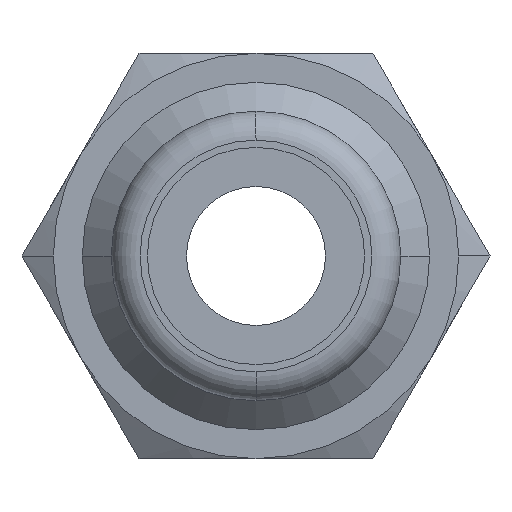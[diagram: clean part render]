
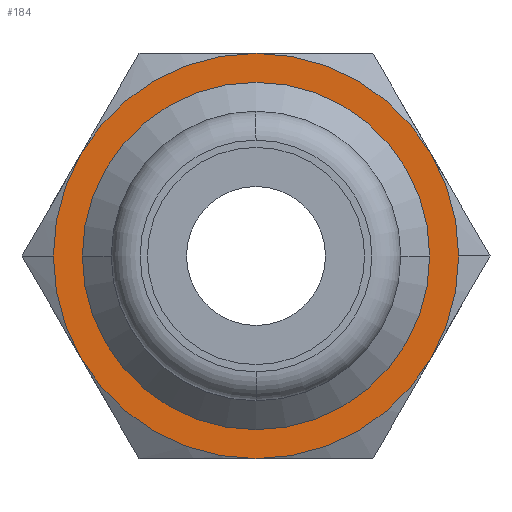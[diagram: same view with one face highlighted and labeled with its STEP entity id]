
A CAD part, front view. The second image highlights one B-rep face of the part: STEP entity #184.
In plain terms, the highlighted planar face has unit normal (0, -1, 0).
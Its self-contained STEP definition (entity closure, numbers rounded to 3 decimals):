
#184=ADVANCED_FACE('',(#369,#370),#371,.T.);
#369=FACE_OUTER_BOUND('',#550,.T.);
#370=FACE_BOUND('',#551,.T.);
#371=PLANE('',#552);
#550=EDGE_LOOP('',(#991,#992,#993,#994,#995,#996,#997,#998));
#551=EDGE_LOOP('',(#999,#1000));
#552=AXIS2_PLACEMENT_3D('',#1001,#1002,#1003);
#991=ORIENTED_EDGE('',*,*,#1165,.F.);
#992=ORIENTED_EDGE('',*,*,#1074,.F.);
#993=ORIENTED_EDGE('',*,*,#1143,.F.);
#994=ORIENTED_EDGE('',*,*,#1131,.F.);
#995=ORIENTED_EDGE('',*,*,#1110,.F.);
#996=ORIENTED_EDGE('',*,*,#1197,.F.);
#997=ORIENTED_EDGE('',*,*,#1151,.F.);
#998=ORIENTED_EDGE('',*,*,#1160,.F.);
#999=ORIENTED_EDGE('',*,*,#1125,.F.);
#1000=ORIENTED_EDGE('',*,*,#1156,.F.);
#1001=CARTESIAN_POINT('',(3.5,20.0,0.0));
#1002=DIRECTION('',(-0.0,-1.0,-0.0));
#1003=DIRECTION('',(-1.0,0.0,0.0));
#1074=EDGE_CURVE('',#1281,#1283,#1284,.T.);
#1110=EDGE_CURVE('',#1339,#1337,#1341,.T.);
#1125=EDGE_CURVE('',#1360,#1356,#1362,.T.);
#1131=EDGE_CURVE('',#1337,#1315,#1368,.T.);
#1143=EDGE_CURVE('',#1315,#1281,#1383,.T.);
#1151=EDGE_CURVE('',#1328,#1375,#1393,.T.);
#1156=EDGE_CURVE('',#1356,#1360,#1398,.T.);
#1160=EDGE_CURVE('',#1401,#1328,#1403,.T.);
#1165=EDGE_CURVE('',#1283,#1401,#1409,.T.);
#1197=EDGE_CURVE('',#1375,#1339,#1441,.T.);
#1281=VERTEX_POINT('',#1551);
#1283=VERTEX_POINT('',#1564);
#1284=CIRCLE('',#1565,7.0);
#1315=VERTEX_POINT('',#1633);
#1328=VERTEX_POINT('',#1692);
#1337=VERTEX_POINT('',#1736);
#1339=VERTEX_POINT('',#1739);
#1341=CIRCLE('',#1752,7.0);
#1356=VERTEX_POINT('',#1770);
#1360=VERTEX_POINT('',#1775);
#1362=CIRCLE('',#1778,6.0);
#1368=CIRCLE('',#1784,7.0);
#1375=VERTEX_POINT('',#1791);
#1383=CIRCLE('',#1833,7.0);
#1393=CIRCLE('',#1888,7.0);
#1398=CIRCLE('',#1893,6.0);
#1401=VERTEX_POINT('',#1896);
#1403=CIRCLE('',#1899,7.0);
#1409=CIRCLE('',#1916,7.0);
#1441=CIRCLE('',#1985,7.0);
#1551=CARTESIAN_POINT('',(0.,20.0,7.0));
#1564=CARTESIAN_POINT('',(6.062,20.0,3.5));
#1565=AXIS2_PLACEMENT_3D('',#2064,#2065,#2066);
#1633=CARTESIAN_POINT('',(-6.062,20.0,3.5));
#1692=CARTESIAN_POINT('',(6.062,20.0,-3.5));
#1736=CARTESIAN_POINT('',(-7.0,20.0,0.));
#1739=CARTESIAN_POINT('',(-6.062,20.0,-3.5));
#1752=AXIS2_PLACEMENT_3D('',#2100,#2101,#2102);
#1770=CARTESIAN_POINT('',(6.0,20.0,0.));
#1775=CARTESIAN_POINT('',(-6.0,20.0,0.));
#1778=AXIS2_PLACEMENT_3D('',#2123,#2124,#2125);
#1784=AXIS2_PLACEMENT_3D('',#2132,#2133,#2134);
#1791=CARTESIAN_POINT('',(0.0,20.0,-7.0));
#1833=AXIS2_PLACEMENT_3D('',#2142,#2143,#2144);
#1888=AXIS2_PLACEMENT_3D('',#2146,#2147,#2148);
#1893=AXIS2_PLACEMENT_3D('',#2155,#2156,#2157);
#1896=CARTESIAN_POINT('',(7.0,20.0,0.));
#1899=AXIS2_PLACEMENT_3D('',#2162,#2163,#2164);
#1916=AXIS2_PLACEMENT_3D('',#2168,#2169,#2170);
#1985=AXIS2_PLACEMENT_3D('',#2199,#2200,#2201);
#2064=CARTESIAN_POINT('',(0.0,20.0,0.0));
#2065=DIRECTION('',(-0.0,1.0,0.0));
#2066=DIRECTION('',(1.0,0.0,0.0));
#2100=CARTESIAN_POINT('',(0.0,20.0,0.0));
#2101=DIRECTION('',(-0.0,1.0,0.0));
#2102=DIRECTION('',(1.0,0.0,0.0));
#2123=CARTESIAN_POINT('',(0.0,20.0,0.0));
#2124=DIRECTION('',(0.0,-1.0,0.0));
#2125=DIRECTION('',(1.0,0.0,0.0));
#2132=CARTESIAN_POINT('',(0.0,20.0,0.0));
#2133=DIRECTION('',(-0.0,1.0,0.0));
#2134=DIRECTION('',(1.0,0.0,0.0));
#2142=CARTESIAN_POINT('',(0.0,20.0,0.0));
#2143=DIRECTION('',(-0.0,1.0,0.0));
#2144=DIRECTION('',(1.0,0.0,0.0));
#2146=CARTESIAN_POINT('',(0.0,20.0,0.0));
#2147=DIRECTION('',(-0.0,1.0,0.0));
#2148=DIRECTION('',(1.0,0.0,0.0));
#2155=CARTESIAN_POINT('',(0.0,20.0,0.0));
#2156=DIRECTION('',(0.0,-1.0,0.0));
#2157=DIRECTION('',(1.0,0.0,0.0));
#2162=CARTESIAN_POINT('',(0.0,20.0,0.0));
#2163=DIRECTION('',(-0.0,1.0,0.0));
#2164=DIRECTION('',(1.0,0.0,0.0));
#2168=CARTESIAN_POINT('',(0.0,20.0,0.0));
#2169=DIRECTION('',(-0.0,1.0,0.0));
#2170=DIRECTION('',(1.0,0.0,0.0));
#2199=CARTESIAN_POINT('',(0.0,20.0,0.0));
#2200=DIRECTION('',(-0.0,1.0,0.0));
#2201=DIRECTION('',(1.0,0.0,0.0));
